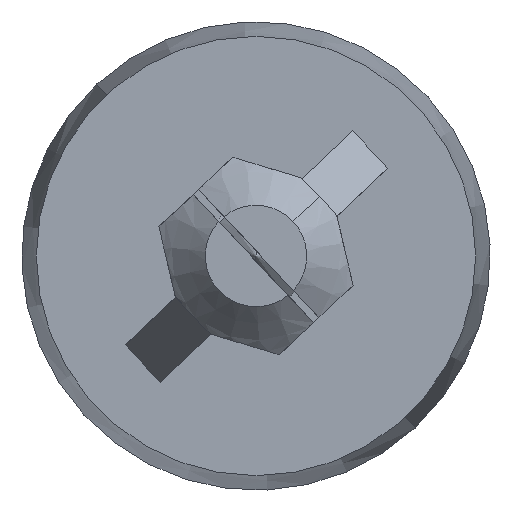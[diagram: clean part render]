
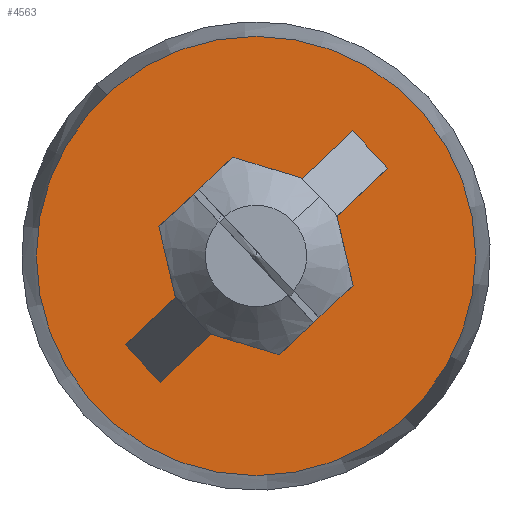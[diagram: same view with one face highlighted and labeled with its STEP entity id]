
A CAD part, front view. The second image highlights one B-rep face of the part: STEP entity #4563.
In plain terms, the highlighted planar face has unit normal (0, -1, 0).
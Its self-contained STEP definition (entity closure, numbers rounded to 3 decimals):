
#131 = DIRECTION ( 'NONE',  ( 0., 0., 1. ) ) ;
#495 = DIRECTION ( 'NONE',  ( 0., 1., 0. ) ) ;
#600 = EDGE_CURVE ( 'NONE', #2952, #1097, #4719, .T. ) ;
#669 = AXIS2_PLACEMENT_3D ( 'NONE', #4087, #1480, #131 ) ;
#704 = ORIENTED_EDGE ( 'NONE', *, *, #5162, .T. ) ;
#890 = AXIS2_PLACEMENT_3D ( 'NONE', #5009, #6997, #3678 ) ;
#897 = EDGE_LOOP ( 'NONE', ( #7680, #2338 ) ) ;
#1077 = DIRECTION ( 'NONE',  ( 0., 1., 0. ) ) ;
#1097 = VERTEX_POINT ( 'NONE', #6180 ) ;
#1152 = FACE_OUTER_BOUND ( 'NONE', #897, .T. ) ;
#1165 = DIRECTION ( 'NONE',  ( 0., 0., 1. ) ) ;
#1345 = DIRECTION ( 'NONE',  ( 0., 0., 1. ) ) ;
#1408 = AXIS2_PLACEMENT_3D ( 'NONE', #5042, #1077, #5705 ) ;
#1480 = DIRECTION ( 'NONE',  ( 0., 1., 0. ) ) ;
#2338 = ORIENTED_EDGE ( 'NONE', *, *, #6346, .F. ) ;
#2458 = AXIS2_PLACEMENT_3D ( 'NONE', #2655, #5912, #1345 ) ;
#2484 = CIRCLE ( 'NONE', #2458, 15. ) ;
#2520 = AXIS2_PLACEMENT_3D ( 'NONE', #4467, #495, #1165 ) ;
#2655 = CARTESIAN_POINT ( 'NONE',  ( 0., 0., 0. ) ) ;
#2667 = CIRCLE ( 'NONE', #669, 15. ) ;
#2740 = CARTESIAN_POINT ( 'NONE',  ( 0., 0., 5.15 ) ) ;
#2809 = FACE_BOUND ( 'NONE', #6813, .T. ) ;
#2952 = VERTEX_POINT ( 'NONE', #2740 ) ;
#3092 = PLANE ( 'NONE',  #2520 ) ;
#3678 = DIRECTION ( 'NONE',  ( 0., 0., 1. ) ) ;
#3845 = EDGE_CURVE ( 'NONE', #4519, #4024, #2484, .T. ) ;
#4024 = VERTEX_POINT ( 'NONE', #7403 ) ;
#4087 = CARTESIAN_POINT ( 'NONE',  ( 0., 0., 0. ) ) ;
#4467 = CARTESIAN_POINT ( 'NONE',  ( 0., 0., 0. ) ) ;
#4519 = VERTEX_POINT ( 'NONE', #6411 ) ;
#4563 = ADVANCED_FACE ( 'NONE', ( #1152, #2809 ), #3092, .F. ) ;
#4719 = CIRCLE ( 'NONE', #1408, 5.15 ) ;
#5009 = CARTESIAN_POINT ( 'NONE',  ( 0., 0., 0. ) ) ;
#5042 = CARTESIAN_POINT ( 'NONE',  ( 0., 0., 0. ) ) ;
#5162 = EDGE_CURVE ( 'NONE', #1097, #2952, #6300, .T. ) ;
#5705 = DIRECTION ( 'NONE',  ( 0., 0., 1. ) ) ;
#5912 = DIRECTION ( 'NONE',  ( 0., 1., 0. ) ) ;
#6180 = CARTESIAN_POINT ( 'NONE',  ( 0., 0., -5.15 ) ) ;
#6300 = CIRCLE ( 'NONE', #890, 5.15 ) ;
#6346 = EDGE_CURVE ( 'NONE', #4024, #4519, #2667, .T. ) ;
#6411 = CARTESIAN_POINT ( 'NONE',  ( 0., 0., -15. ) ) ;
#6685 = ORIENTED_EDGE ( 'NONE', *, *, #600, .T. ) ;
#6813 = EDGE_LOOP ( 'NONE', ( #704, #6685 ) ) ;
#6997 = DIRECTION ( 'NONE',  ( 0., 1., 0. ) ) ;
#7403 = CARTESIAN_POINT ( 'NONE',  ( 0., 0., 15. ) ) ;
#7680 = ORIENTED_EDGE ( 'NONE', *, *, #3845, .F. ) ;
